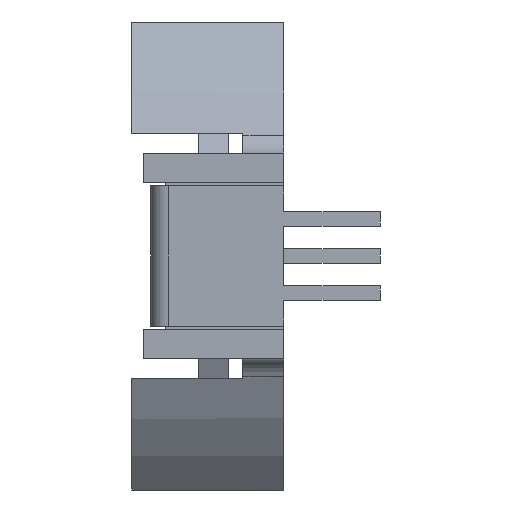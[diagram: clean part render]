
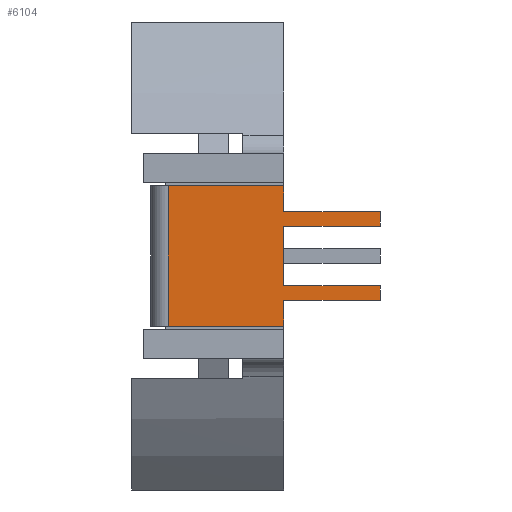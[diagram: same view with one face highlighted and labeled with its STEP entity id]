
A CAD part, left-side view. The second image highlights one B-rep face of the part: STEP entity #6104.
In plain terms, the highlighted planar face has unit normal (-1, 0, 0).
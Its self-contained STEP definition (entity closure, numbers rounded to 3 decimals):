
#39 = DIRECTION ( 'NONE',  ( 0., -1., 0. ) ) ;
#108 = EDGE_CURVE ( 'NONE', #3760, #1569, #384, .T. ) ;
#231 = EDGE_LOOP ( 'NONE', ( #380, #1957, #4499, #338, #3837, #4395, #1181, #4079, #4678, #2726, #2459, #2016 ) ) ;
#338 = ORIENTED_EDGE ( 'NONE', *, *, #3950, .T. ) ;
#355 = LINE ( 'NONE', #1367, #1198 ) ;
#380 = ORIENTED_EDGE ( 'NONE', *, *, #108, .T. ) ;
#384 = LINE ( 'NONE', #3212, #5226 ) ;
#470 = VECTOR ( 'NONE', #4793, 1000. ) ;
#474 = EDGE_CURVE ( 'NONE', #3760, #2608, #6132, .T. ) ;
#513 = CARTESIAN_POINT ( 'NONE',  ( -13.704, 0., 1.02 ) ) ;
#548 = CARTESIAN_POINT ( 'NONE',  ( -13.704, -3.3, -12.285 ) ) ;
#672 = CARTESIAN_POINT ( 'NONE',  ( -13.704, 3.942, 2.4 ) ) ;
#692 = CARTESIAN_POINT ( 'NONE',  ( -13.704, 0., -2.4 ) ) ;
#713 = EDGE_CURVE ( 'NONE', #2608, #4947, #1827, .T. ) ;
#726 = CARTESIAN_POINT ( 'NONE',  ( -13.704, -3.3, -1.52 ) ) ;
#973 = LINE ( 'NONE', #1489, #4656 ) ;
#1090 = DIRECTION ( 'NONE',  ( 0., 0., 1. ) ) ;
#1181 = ORIENTED_EDGE ( 'NONE', *, *, #4351, .F. ) ;
#1198 = VECTOR ( 'NONE', #39, 1000. ) ;
#1211 = PLANE ( 'NONE',  #5689 ) ;
#1236 = VECTOR ( 'NONE', #1636, 1000. ) ;
#1286 = CARTESIAN_POINT ( 'NONE',  ( -13.704, -3.3, 1.02 ) ) ;
#1302 = VERTEX_POINT ( 'NONE', #1286 ) ;
#1367 = CARTESIAN_POINT ( 'NONE',  ( -13.704, -3.3, -1.02 ) ) ;
#1413 = VERTEX_POINT ( 'NONE', #3741 ) ;
#1430 = CARTESIAN_POINT ( 'NONE',  ( -13.704, 0., -1.02 ) ) ;
#1433 = DIRECTION ( 'NONE',  ( 0., 1., 0. ) ) ;
#1456 = EDGE_CURVE ( 'NONE', #5894, #3543, #3408, .T. ) ;
#1489 = CARTESIAN_POINT ( 'NONE',  ( -13.704, -3.3, -12.285 ) ) ;
#1503 = EDGE_CURVE ( 'NONE', #3543, #4470, #355, .T. ) ;
#1569 = VERTEX_POINT ( 'NONE', #2129 ) ;
#1636 = DIRECTION ( 'NONE',  ( 0., -1., 0. ) ) ;
#1646 = VECTOR ( 'NONE', #1902, 1000. ) ;
#1785 = VERTEX_POINT ( 'NONE', #3810 ) ;
#1827 = LINE ( 'NONE', #5322, #470 ) ;
#1902 = DIRECTION ( 'NONE',  ( 0., 0., -1. ) ) ;
#1957 = ORIENTED_EDGE ( 'NONE', *, *, #2558, .F. ) ;
#2016 = ORIENTED_EDGE ( 'NONE', *, *, #474, .F. ) ;
#2123 = VECTOR ( 'NONE', #2475, 1000. ) ;
#2129 = CARTESIAN_POINT ( 'NONE',  ( -13.704, 0., -2.4 ) ) ;
#2152 = CARTESIAN_POINT ( 'NONE',  ( -13.704, -3.3, 1.52 ) ) ;
#2341 = CARTESIAN_POINT ( 'NONE',  ( -13.704, 3.942, -12.285 ) ) ;
#2459 = ORIENTED_EDGE ( 'NONE', *, *, #713, .F. ) ;
#2475 = DIRECTION ( 'NONE',  ( 0., 0., 1. ) ) ;
#2515 = FACE_OUTER_BOUND ( 'NONE', #231, .T. ) ;
#2558 = EDGE_CURVE ( 'NONE', #5639, #1569, #4807, .T. ) ;
#2574 = LINE ( 'NONE', #2152, #1236 ) ;
#2608 = VERTEX_POINT ( 'NONE', #672 ) ;
#2695 = CARTESIAN_POINT ( 'NONE',  ( -13.704, 3.942, -2.4 ) ) ;
#2726 = ORIENTED_EDGE ( 'NONE', *, *, #5942, .F. ) ;
#2931 = VECTOR ( 'NONE', #1433, 1000. ) ;
#2949 = VECTOR ( 'NONE', #5455, 1000. ) ;
#2969 = DIRECTION ( 'NONE',  ( 0., 0., -1. ) ) ;
#2997 = LINE ( 'NONE', #548, #2123 ) ;
#3118 = CARTESIAN_POINT ( 'NONE',  ( -13.704, 0., -1.02 ) ) ;
#3212 = CARTESIAN_POINT ( 'NONE',  ( -13.704, -3.3, -2.4 ) ) ;
#3408 = LINE ( 'NONE', #1430, #1646 ) ;
#3428 = VECTOR ( 'NONE', #4679, 1000. ) ;
#3543 = VERTEX_POINT ( 'NONE', #3118 ) ;
#3741 = CARTESIAN_POINT ( 'NONE',  ( -13.704, -3.3, 1.52 ) ) ;
#3760 = VERTEX_POINT ( 'NONE', #2695 ) ;
#3810 = CARTESIAN_POINT ( 'NONE',  ( -13.704, -3.3, -1.52 ) ) ;
#3837 = ORIENTED_EDGE ( 'NONE', *, *, #1503, .F. ) ;
#3911 = CARTESIAN_POINT ( 'NONE',  ( -13.704, 0., 2.4 ) ) ;
#3950 = EDGE_CURVE ( 'NONE', #1785, #4470, #973, .T. ) ;
#4068 = CARTESIAN_POINT ( 'NONE',  ( -13.704, 0., -1.52 ) ) ;
#4075 = VECTOR ( 'NONE', #4982, 1000. ) ;
#4079 = ORIENTED_EDGE ( 'NONE', *, *, #4938, .T. ) ;
#4111 = DIRECTION ( 'NONE',  ( 0., -1., 0. ) ) ;
#4176 = EDGE_CURVE ( 'NONE', #1785, #5639, #4437, .T. ) ;
#4321 = CARTESIAN_POINT ( 'NONE',  ( -13.704, 0., 2.4 ) ) ;
#4351 = EDGE_CURVE ( 'NONE', #1302, #5894, #5621, .T. ) ;
#4395 = ORIENTED_EDGE ( 'NONE', *, *, #1456, .F. ) ;
#4437 = LINE ( 'NONE', #726, #4075 ) ;
#4470 = VERTEX_POINT ( 'NONE', #4818 ) ;
#4499 = ORIENTED_EDGE ( 'NONE', *, *, #4176, .F. ) ;
#4509 = CARTESIAN_POINT ( 'NONE',  ( -13.704, -3.3, -12.285 ) ) ;
#4602 = VECTOR ( 'NONE', #2969, 1000. ) ;
#4627 = EDGE_CURVE ( 'NONE', #6042, #1413, #2574, .T. ) ;
#4656 = VECTOR ( 'NONE', #1090, 1000. ) ;
#4678 = ORIENTED_EDGE ( 'NONE', *, *, #4627, .F. ) ;
#4679 = DIRECTION ( 'NONE',  ( 0., 0., 1. ) ) ;
#4752 = CARTESIAN_POINT ( 'NONE',  ( -13.704, -3.3, 1.02 ) ) ;
#4793 = DIRECTION ( 'NONE',  ( 0., -1., 0. ) ) ;
#4807 = LINE ( 'NONE', #692, #2949 ) ;
#4818 = CARTESIAN_POINT ( 'NONE',  ( -13.704, -3.3, -1.02 ) ) ;
#4937 = DIRECTION ( 'NONE',  ( 1., 0., 0. ) ) ;
#4938 = EDGE_CURVE ( 'NONE', #1302, #1413, #2997, .T. ) ;
#4947 = VERTEX_POINT ( 'NONE', #4321 ) ;
#4982 = DIRECTION ( 'NONE',  ( 0., 1., 0. ) ) ;
#5226 = VECTOR ( 'NONE', #4111, 1000. ) ;
#5322 = CARTESIAN_POINT ( 'NONE',  ( -13.704, -3.3, 2.4 ) ) ;
#5426 = DIRECTION ( 'NONE',  ( 0., 1., 0. ) ) ;
#5455 = DIRECTION ( 'NONE',  ( 0., 0., -1. ) ) ;
#5621 = LINE ( 'NONE', #4752, #2931 ) ;
#5639 = VERTEX_POINT ( 'NONE', #4068 ) ;
#5689 = AXIS2_PLACEMENT_3D ( 'NONE', #4509, #4937, #5426 ) ;
#5870 = CARTESIAN_POINT ( 'NONE',  ( -13.704, 0., 1.52 ) ) ;
#5894 = VERTEX_POINT ( 'NONE', #513 ) ;
#5942 = EDGE_CURVE ( 'NONE', #4947, #6042, #6210, .T. ) ;
#6042 = VERTEX_POINT ( 'NONE', #5870 ) ;
#6104 = ADVANCED_FACE ( 'NONE', ( #2515 ), #1211, .F. ) ;
#6132 = LINE ( 'NONE', #2341, #3428 ) ;
#6210 = LINE ( 'NONE', #3911, #4602 ) ;
